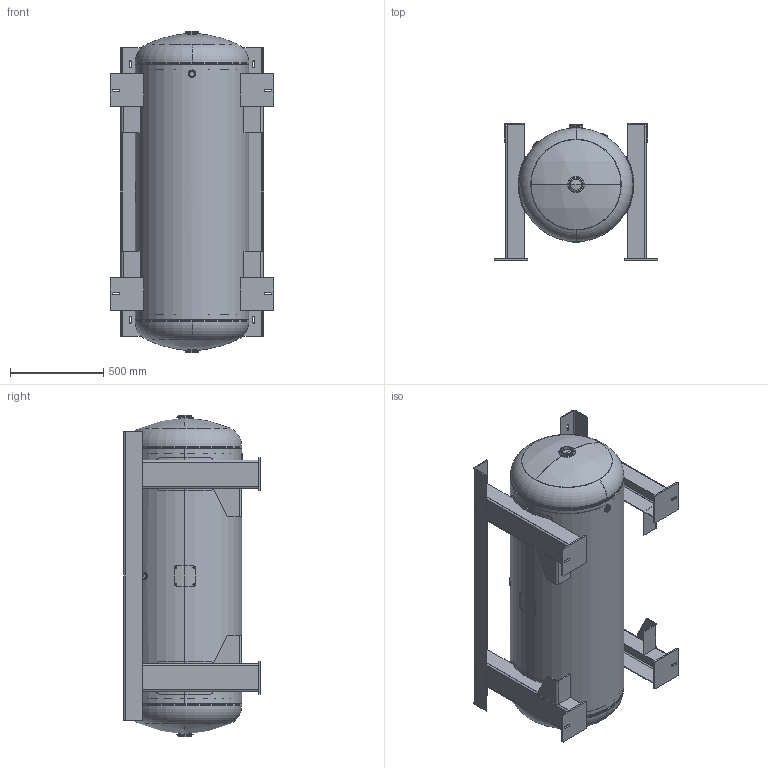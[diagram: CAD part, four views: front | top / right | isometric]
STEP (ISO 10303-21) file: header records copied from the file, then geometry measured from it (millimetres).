
FILE_DESCRIPTION (( 'STEP AP214' ), '1' );
FILE_NAME ('302481.STEP', '2023-09-27T15:33:42', ( '' ), ( '' ), 'SwSTEP 2.0', 'SolidWorks 2022', '' );
FILE_SCHEMA (( 'AUTOMOTIVE_DESIGN' ));
Length unit declared in the file: inch
Products named in the file (1): 302481
Bounding box: 876.3 x 736.21 x 1730 mm (x, y, z)
Volume: 25295796.2 mm3; surface area: 11401599.3 mm2
Topology: 30 solids, 30 shells, 621 faces, 1390 edges, 846 vertices
Faces by surface type: plane 264, cylinder 187, torus 118, bspline 40, sphere 8, cone 4
Entity records: 34632 total; most frequent: CARTESIAN_POINT 12202, DIRECTION 3022, ORIENTED_EDGE 2780, EDGE_CURVE 1390, AXIS2_PLACEMENT_3D 1194, VERTEX_POINT 846, EDGE_LOOP 690, LENGTH_MEASURE_WITH_UNIT 653
